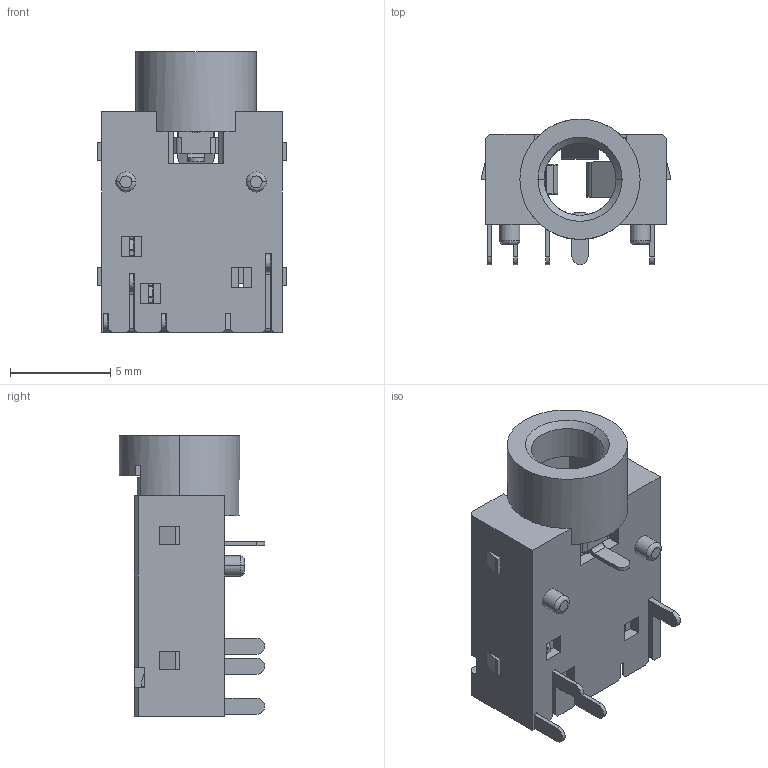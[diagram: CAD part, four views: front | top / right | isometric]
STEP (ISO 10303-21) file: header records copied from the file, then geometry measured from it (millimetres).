
FILE_DESCRIPTION (( 'STEP AP203' ), '1' );
FILE_NAME ('54-00175.STEP', '2020-03-17T15:51:14', ( '' ), ( '' ), 'SwSTEP 2.0', 'SolidWorks 2015', '' );
FILE_SCHEMA (( 'CONFIG_CONTROL_DESIGN' ));
Length unit declared in the file: millimetre
Products named in the file (7): 54-00175; 54-00175_#4; 54-00175_housing; 54-00175_#3; 54-00175_#1; 54-00175_#2; 54-00175_#5
Assembly tree (6 placements, depth 2):
  54-00175
    54-00175_housing
    54-00175_#5
    54-00175_#4
    54-00175_#2
    54-00175_#3
    54-00175_#1
Bounding box: 9.4 x 7.25 x 14 mm (x, y, z)
Volume: 278.2 mm3; surface area: 1157.2 mm2
Topology: 6 solids, 6 shells, 636 faces, 1727 edges, 1101 vertices
Faces by surface type: plane 435, cylinder 153, bspline 46, cone 2
Entity records: 21423 total; most frequent: CARTESIAN_POINT 4707, ORIENTED_EDGE 3454, DIRECTION 3176, EDGE_CURVE 1727, VECTOR 1324, LINE 1324, VERTEX_POINT 1101, AXIS2_PLACEMENT_3D 926
